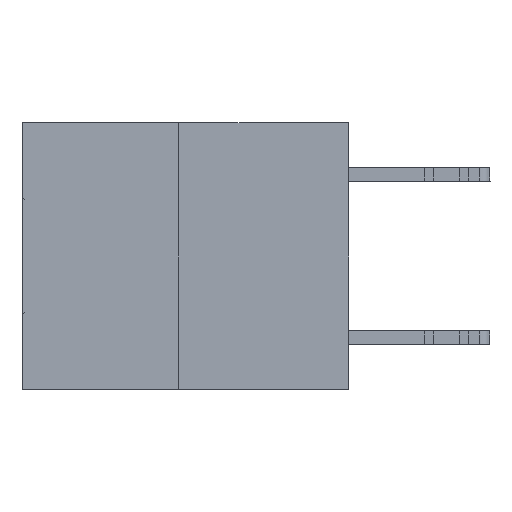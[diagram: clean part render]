
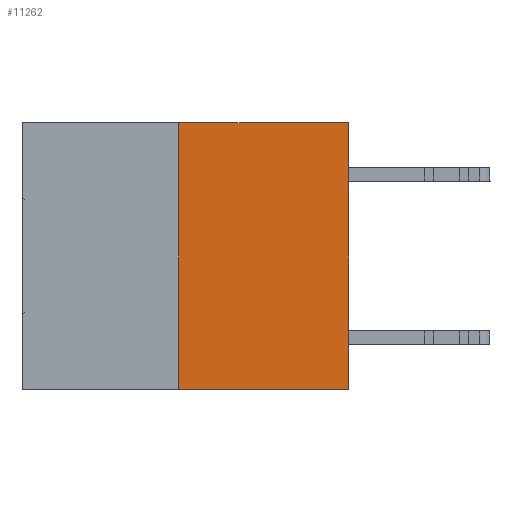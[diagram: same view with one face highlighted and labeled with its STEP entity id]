
A CAD part, left-side view. The second image highlights one B-rep face of the part: STEP entity #11262.
In plain terms, the highlighted planar face has unit normal (-1, 0, 0).
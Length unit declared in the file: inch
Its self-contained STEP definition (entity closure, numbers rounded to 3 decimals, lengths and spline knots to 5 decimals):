
#2724 = DIRECTION ( 'NONE',  ( 1., 0., 0. ) ) ;
#2961 = EDGE_LOOP ( 'NONE', ( #19834, #15756, #33610, #16181 ) ) ;
#5431 = FACE_OUTER_BOUND ( 'NONE', #2961, .T. ) ;
#6274 = DIRECTION ( 'NONE',  ( 0., -1., 0. ) ) ;
#7934 = VERTEX_POINT ( 'NONE', #9355 ) ;
#8101 = CARTESIAN_POINT ( 'NONE',  ( 0., 0., 0. ) ) ;
#9355 = CARTESIAN_POINT ( 'NONE',  ( 0., 0.312, 0. ) ) ;
#9594 = EDGE_CURVE ( 'NONE', #10976, #7934, #21620, .T. ) ;
#10318 = CARTESIAN_POINT ( 'NONE',  ( 0., 0.6, 0. ) ) ;
#10873 = VECTOR ( 'NONE', #16752, 39.37008 ) ;
#10976 = VERTEX_POINT ( 'NONE', #19256 ) ;
#11262 = ADVANCED_FACE ( 'NONE', ( #5431 ), #15664, .F. ) ;
#13166 = LINE ( 'NONE', #18973, #26500 ) ;
#13213 = DIRECTION ( 'NONE',  ( 0., 0., -1. ) ) ;
#15099 = VERTEX_POINT ( 'NONE', #30623 ) ;
#15664 = PLANE ( 'NONE',  #28878 ) ;
#15756 = ORIENTED_EDGE ( 'NONE', *, *, #17847, .T. ) ;
#16181 = ORIENTED_EDGE ( 'NONE', *, *, #28006, .F. ) ;
#16752 = DIRECTION ( 'NONE',  ( 0., 0., 1. ) ) ;
#17847 = EDGE_CURVE ( 'NONE', #10976, #15099, #34147, .T. ) ;
#18128 = DIRECTION ( 'NONE',  ( 0., 0., 1. ) ) ;
#18973 = CARTESIAN_POINT ( 'NONE',  ( 0., 0., 0. ) ) ;
#19153 = VECTOR ( 'NONE', #6274, 39.37008 ) ;
#19256 = CARTESIAN_POINT ( 'NONE',  ( 0., 0.312, -0.49 ) ) ;
#19834 = ORIENTED_EDGE ( 'NONE', *, *, #9594, .F. ) ;
#21620 = LINE ( 'NONE', #27012, #10873 ) ;
#23539 = DIRECTION ( 'NONE',  ( 0., -1., 0. ) ) ;
#23678 = VECTOR ( 'NONE', #23539, 39.37008 ) ;
#26189 = VERTEX_POINT ( 'NONE', #8101 ) ;
#26500 = VECTOR ( 'NONE', #18128, 39.37008 ) ;
#27012 = CARTESIAN_POINT ( 'NONE',  ( 0., 0.312, -0.49 ) ) ;
#27024 = LINE ( 'NONE', #10318, #23678 ) ;
#28006 = EDGE_CURVE ( 'NONE', #7934, #26189, #27024, .T. ) ;
#28878 = AXIS2_PLACEMENT_3D ( 'NONE', #29135, #2724, #13213 ) ;
#29135 = CARTESIAN_POINT ( 'NONE',  ( 0., 0.6, 0. ) ) ;
#29393 = EDGE_CURVE ( 'NONE', #15099, #26189, #13166, .T. ) ;
#30623 = CARTESIAN_POINT ( 'NONE',  ( 0., 0., -0.49 ) ) ;
#33039 = CARTESIAN_POINT ( 'NONE',  ( 0., 0.6, -0.49 ) ) ;
#33610 = ORIENTED_EDGE ( 'NONE', *, *, #29393, .T. ) ;
#34147 = LINE ( 'NONE', #33039, #19153 ) ;
